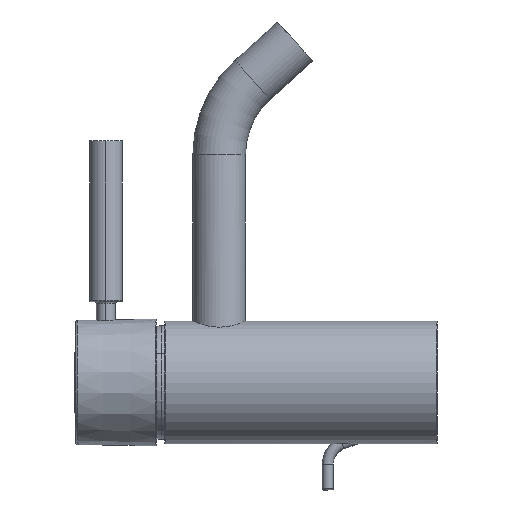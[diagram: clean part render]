
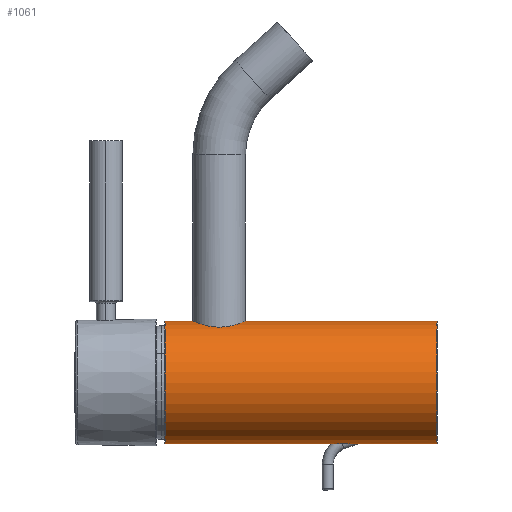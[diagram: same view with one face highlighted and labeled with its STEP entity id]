
A CAD part, left-side view. The second image highlights one B-rep face of the part: STEP entity #1061.
In plain terms, the highlighted cylindrical face has radius 22.5 mm (diameter 45 mm), a partial arc.
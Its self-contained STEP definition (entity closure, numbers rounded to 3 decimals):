
#64 = CARTESIAN_POINT ( 'NONE',  ( -1.546, 40.623, -22.447 ) ) ;
#116 = DIRECTION ( 'NONE',  ( 0., 0., 1. ) ) ;
#127 = CARTESIAN_POINT ( 'NONE',  ( -2.486, 35.642, -22.362 ) ) ;
#140 = CARTESIAN_POINT ( 'NONE',  ( -0.341, 27.739, -22.498 ) ) ;
#148 = CARTESIAN_POINT ( 'NONE',  ( -0.759, 41.939, -22.487 ) ) ;
#250 = CARTESIAN_POINT ( 'NONE',  ( -0.175, 42.31, -22.5 ) ) ;
#261 = CARTESIAN_POINT ( 'NONE',  ( 0., 99.7, 22.5 ) ) ;
#287 = CARTESIAN_POINT ( 'NONE',  ( 0., 100., 22.5 ) ) ;
#290 = DIRECTION ( 'NONE',  ( 0., 0., -1. ) ) ;
#336 = CARTESIAN_POINT ( 'NONE',  ( -2.205, 31.235, -22.392 ) ) ;
#376 = CARTESIAN_POINT ( 'NONE',  ( 0., 99.7, -22.5 ) ) ;
#409 = CARTESIAN_POINT ( 'NONE',  ( -2.265, 31.571, -22.386 ) ) ;
#470 = EDGE_CURVE ( 'NONE', #2404, #2351, #2242, .T. ) ;
#487 = DIRECTION ( 'NONE',  ( 0., -1., 0. ) ) ;
#514 = CARTESIAN_POINT ( 'NONE',  ( 0., 0.3, 0. ) ) ;
#539 = EDGE_CURVE ( 'NONE', #1976, #2404, #1683, .T. ) ;
#541 = CARTESIAN_POINT ( 'NONE',  ( -2.508, 34.286, -22.36 ) ) ;
#557 = EDGE_CURVE ( 'NONE', #2578, #1872, #1801, .T. ) ;
#577 = CARTESIAN_POINT ( 'NONE',  ( -1.077, 41.532, -22.474 ) ) ;
#618 = CARTESIAN_POINT ( 'NONE',  ( 0., 27.69, -22.5 ) ) ;
#630 = DIRECTION ( 'NONE',  ( 0., 0., 1. ) ) ;
#691 = CARTESIAN_POINT ( 'NONE',  ( 0., 100., -22.5 ) ) ;
#712 = EDGE_CURVE ( 'NONE', #2036, #2578, #1839, .T. ) ;
#761 = AXIS2_PLACEMENT_3D ( 'NONE', #1748, #1960, #290 ) ;
#817 = VECTOR ( 'NONE', #1046, 1000. ) ;
#889 = CARTESIAN_POINT ( 'NONE',  ( 0., 0.3, -22.5 ) ) ;
#890 = CARTESIAN_POINT ( 'NONE',  ( -1.76, 29.599, -22.431 ) ) ;
#893 = CARTESIAN_POINT ( 'NONE',  ( 0., 100., -22.5 ) ) ;
#903 = CARTESIAN_POINT ( 'NONE',  ( -1.636, 29.283, -22.441 ) ) ;
#933 = EDGE_LOOP ( 'NONE', ( #1568, #2387, #939, #1342, #1842, #2628 ) ) ;
#939 = ORIENTED_EDGE ( 'NONE', *, *, #470, .T. ) ;
#976 = CARTESIAN_POINT ( 'NONE',  ( -2.058, 30.571, -22.406 ) ) ;
#1010 = CARTESIAN_POINT ( 'NONE',  ( 0., 42.31, -22.5 ) ) ;
#1030 = CARTESIAN_POINT ( 'NONE',  ( 0., 99.7, 0. ) ) ;
#1046 = DIRECTION ( 'NONE',  ( 0., -1., 0. ) ) ;
#1061 = ADVANCED_FACE ( 'NONE', ( #1973 ), #2600, .T. ) ;
#1091 = CARTESIAN_POINT ( 'NONE',  ( -1.127, 28.391, -22.472 ) ) ;
#1101 = CARTESIAN_POINT ( 'NONE',  ( -1.403, 28.824, -22.456 ) ) ;
#1126 = VECTOR ( 'NONE', #1466, 1000. ) ;
#1172 = CARTESIAN_POINT ( 'NONE',  ( -1.872, 39.651, -22.422 ) ) ;
#1199 = B_SPLINE_CURVE_WITH_KNOTS ( 'NONE', 3,
 ( #2002, #250, #1328, #1525, #148, #1638, #577, #2327, #2056, #64, #2411, #1172, #1915, #2357, #2461, #1581, #127, #541, #2228, #1802, #1383, #409, #336, #976, #2449, #890, #903, #1101, #1899, #1091, #1917, #1586, #1856, #140, #2031, #1276 ),
 .UNSPECIFIED., .F., .F.,
 ( 4, 2, 2, 2, 2, 2, 2, 2, 2, 2, 2, 2, 2, 2, 2, 2, 2, 4 ),
 ( 0., 0.001, 0.001, 0.002, 0.002, 0.003, 0.004, 0.006, 0.008, 0.01, 0.011, 0.012, 0.013, 0.014, 0.015, 0.015, 0.016, 0.017 ),
 .UNSPECIFIED. ) ;
#1276 = CARTESIAN_POINT ( 'NONE',  ( 0., 27.69, -22.5 ) ) ;
#1328 = CARTESIAN_POINT ( 'NONE',  ( -0.343, 42.248, -22.498 ) ) ;
#1341 = AXIS2_PLACEMENT_3D ( 'NONE', #1030, #2196, #116 ) ;
#1342 = ORIENTED_EDGE ( 'NONE', *, *, #1860, .T. ) ;
#1383 = CARTESIAN_POINT ( 'NONE',  ( -2.363, 32.246, -22.376 ) ) ;
#1444 = VECTOR ( 'NONE', #487, 1000. ) ;
#1462 = EDGE_CURVE ( 'NONE', #1976, #1872, #2427, .T. ) ;
#1466 = DIRECTION ( 'NONE',  ( 0., -1., 0. ) ) ;
#1525 = CARTESIAN_POINT ( 'NONE',  ( -0.633, 42.062, -22.492 ) ) ;
#1554 = CARTESIAN_POINT ( 'NONE',  ( 0., 0.3, 22.5 ) ) ;
#1568 = ORIENTED_EDGE ( 'NONE', *, *, #1462, .F. ) ;
#1581 = CARTESIAN_POINT ( 'NONE',  ( -2.444, 36.317, -22.367 ) ) ;
#1586 = CARTESIAN_POINT ( 'NONE',  ( -0.78, 28.009, -22.487 ) ) ;
#1638 = CARTESIAN_POINT ( 'NONE',  ( -0.979, 41.676, -22.479 ) ) ;
#1683 = CIRCLE ( 'NONE', #1341, 22.5 ) ;
#1699 = DIRECTION ( 'NONE',  ( 0., 1., 0. ) ) ;
#1748 = CARTESIAN_POINT ( 'NONE',  ( 0., 100., 0. ) ) ;
#1763 = AXIS2_PLACEMENT_3D ( 'NONE', #514, #1699, #630 ) ;
#1801 = CIRCLE ( 'NONE', #1763, 22.5 ) ;
#1802 = CARTESIAN_POINT ( 'NONE',  ( -2.401, 32.584, -22.371 ) ) ;
#1839 = LINE ( 'NONE', #691, #817 ) ;
#1842 = ORIENTED_EDGE ( 'NONE', *, *, #712, .T. ) ;
#1856 = CARTESIAN_POINT ( 'NONE',  ( -0.645, 27.899, -22.491 ) ) ;
#1860 = EDGE_CURVE ( 'NONE', #2351, #2036, #1199, .T. ) ;
#1872 = VERTEX_POINT ( 'NONE', #1554 ) ;
#1899 = CARTESIAN_POINT ( 'NONE',  ( -1.318, 28.675, -22.462 ) ) ;
#1915 = CARTESIAN_POINT ( 'NONE',  ( -1.96, 39.32, -22.415 ) ) ;
#1917 = CARTESIAN_POINT ( 'NONE',  ( -1.021, 28.254, -22.477 ) ) ;
#1960 = DIRECTION ( 'NONE',  ( 0., -1., 0. ) ) ;
#1973 = FACE_OUTER_BOUND ( 'NONE', #933, .T. ) ;
#1976 = VERTEX_POINT ( 'NONE', #261 ) ;
#2002 = CARTESIAN_POINT ( 'NONE',  ( 0., 42.31, -22.5 ) ) ;
#2031 = CARTESIAN_POINT ( 'NONE',  ( -0.171, 27.69, -22.5 ) ) ;
#2036 = VERTEX_POINT ( 'NONE', #618 ) ;
#2056 = CARTESIAN_POINT ( 'NONE',  ( -1.33, 41.086, -22.461 ) ) ;
#2196 = DIRECTION ( 'NONE',  ( 0., -1., 0. ) ) ;
#2228 = CARTESIAN_POINT ( 'NONE',  ( -2.488, 33.602, -22.362 ) ) ;
#2242 = LINE ( 'NONE', #893, #1444 ) ;
#2327 = CARTESIAN_POINT ( 'NONE',  ( -1.252, 41.237, -22.465 ) ) ;
#2351 = VERTEX_POINT ( 'NONE', #1010 ) ;
#2357 = CARTESIAN_POINT ( 'NONE',  ( -2.188, 38.327, -22.394 ) ) ;
#2387 = ORIENTED_EDGE ( 'NONE', *, *, #539, .T. ) ;
#2404 = VERTEX_POINT ( 'NONE', #376 ) ;
#2411 = CARTESIAN_POINT ( 'NONE',  ( -1.664, 40.303, -22.439 ) ) ;
#2427 = LINE ( 'NONE', #287, #1126 ) ;
#2449 = CARTESIAN_POINT ( 'NONE',  ( -1.971, 30.243, -22.414 ) ) ;
#2461 = CARTESIAN_POINT ( 'NONE',  ( -2.295, 37.659, -22.383 ) ) ;
#2578 = VERTEX_POINT ( 'NONE', #889 ) ;
#2600 = CYLINDRICAL_SURFACE ( 'NONE', #761, 22.5 ) ;
#2628 = ORIENTED_EDGE ( 'NONE', *, *, #557, .T. ) ;
